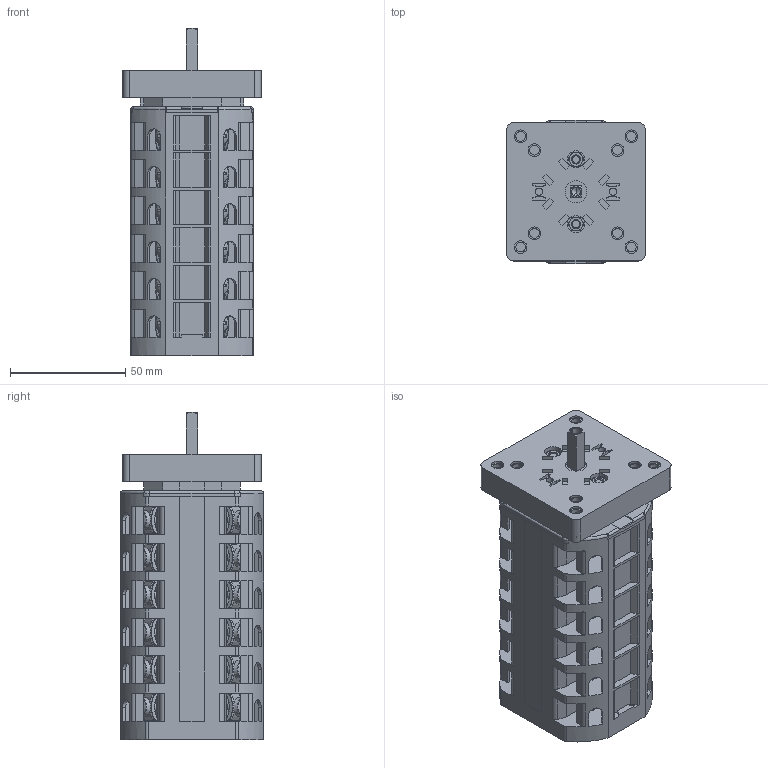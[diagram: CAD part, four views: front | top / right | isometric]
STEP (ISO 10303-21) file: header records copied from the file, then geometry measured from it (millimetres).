
FILE_DESCRIPTION((''),'2;1');
FILE_NAME('CRV2_25_51_6B_P_SW0001','2015-06-08T',('mangiapr'),(''),'PRO/ENGINEER BY PARAMETRIC TECHNOLOGY CORPORATION, 2011080','PRO/ENGINEER BY PARAMETRIC TECHNOLOGY CORPORATION, 2011080','');
FILE_SCHEMA(('CONFIG_CONTROL_DESIGN'));
Products named in the file (1): CRV2_25_51_6B_P_SW0001
Bounding box: 60 x 62 x 141.7 mm (x, y, z)
Volume: 276215.6 mm3; surface area: 81514.8 mm2
Topology: 1 solids, 1 shells, 2500 faces, 6828 edges, 4451 vertices
Faces by surface type: plane 1220, cylinder 673, torus 279, cone 266, sphere 48, bspline 14
Entity records: 98853 total; most frequent: CARTESIAN_POINT 35951, ORIENTED_EDGE 13652, DIRECTION 12589, EDGE_CURVE 6826, AXIS2_PLACEMENT_3D 4599, VERTEX_POINT 4451, VECTOR 3391, LINE 3391
